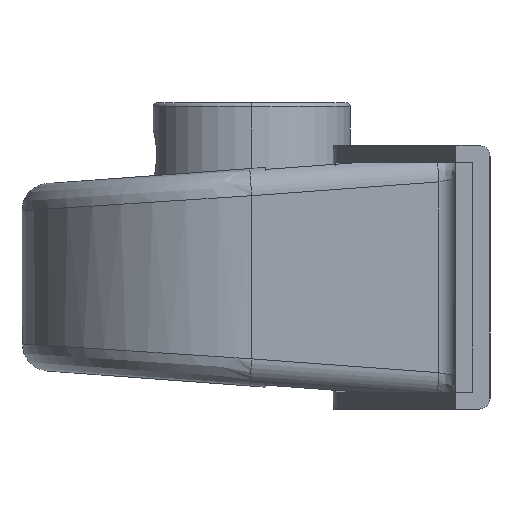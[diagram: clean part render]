
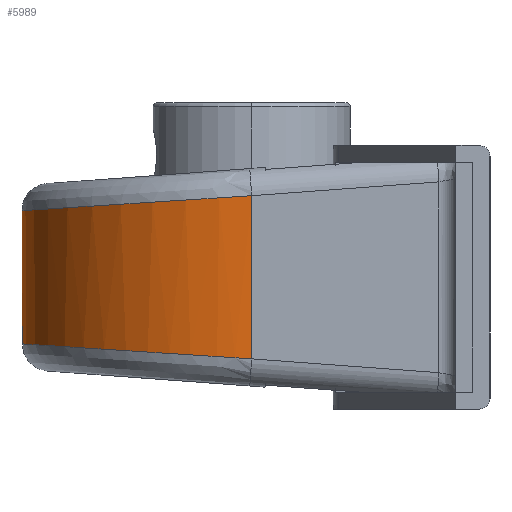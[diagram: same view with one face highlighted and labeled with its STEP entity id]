
A CAD part, left-side view. The second image highlights one B-rep face of the part: STEP entity #5989.
In plain terms, the highlighted cylindrical face has radius 21.431 mm (diameter 42.863 mm), a partial arc.
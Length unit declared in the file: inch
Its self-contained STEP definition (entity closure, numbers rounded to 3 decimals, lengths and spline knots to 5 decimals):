
#100 = AXIS2_PLACEMENT_3D ( 'NONE', #5121, #6725, #6815 ) ;
#110 = DIRECTION ( 'NONE',  ( 0., 0., -1. ) ) ;
#239 = EDGE_CURVE ( 'NONE', #6924, #5056, #6237, .T. ) ;
#418 = CARTESIAN_POINT ( 'NONE',  ( 0.84375, 0., 4.18137 ) ) ;
#493 =( BOUNDED_CURVE ( )  B_SPLINE_CURVE ( 3, ( #5003, #4489, #2361, #3546 ),
 .UNSPECIFIED., .F., .F. ) 
 B_SPLINE_CURVE_WITH_KNOTS ( ( 4, 4 ),
 ( 1.5708, 4.71239 ),
 .UNSPECIFIED. ) 
 CURVE ( )  GEOMETRIC_REPRESENTATION_ITEM ( )  RATIONAL_B_SPLINE_CURVE ( ( 1., 0.333, 0.333, 1. ) ) 
 REPRESENTATION_ITEM ( '' )  );
#628 = ORIENTED_EDGE ( 'NONE', *, *, #5411, .F. ) ;
#646 = EDGE_LOOP ( 'NONE', ( #628, #6796, #3311, #4376, #915 ) ) ;
#687 = VERTEX_POINT ( 'NONE', #928 ) ;
#786 = CYLINDRICAL_SURFACE ( 'NONE', #100, 0.84375 ) ;
#830 =( BOUNDED_CURVE ( )  B_SPLINE_CURVE ( 3, ( #7124, #1688, #4921, #6616 ),
 .UNSPECIFIED., .F., .F. ) 
 B_SPLINE_CURVE_WITH_KNOTS ( ( 4, 4 ),
 ( 0., 1.5708 ),
 .UNSPECIFIED. ) 
 CURVE ( )  GEOMETRIC_REPRESENTATION_ITEM ( )  RATIONAL_B_SPLINE_CURVE ( ( 1., 0.805, 0.805, 1. ) ) 
 REPRESENTATION_ITEM ( '' )  );
#915 = ORIENTED_EDGE ( 'NONE', *, *, #2605, .T. ) ;
#928 = CARTESIAN_POINT ( 'NONE',  ( -0.84375, 0., -0.29952 ) ) ;
#977 = DIRECTION ( 'NONE',  ( 0., 0., -1. ) ) ;
#1002 = VERTEX_POINT ( 'NONE', #4255 ) ;
#1250 = CARTESIAN_POINT ( 'NONE',  ( 0.84375, 0., -0.29952 ) ) ;
#1382 = CARTESIAN_POINT ( 'NONE',  ( -0.49426, 0.84375, 0.24461 ) ) ;
#1688 = CARTESIAN_POINT ( 'NONE',  ( 0.49426, 0.84375, 0.24461 ) ) ;
#2056 = LINE ( 'NONE', #3315, #6084 ) ;
#2361 = CARTESIAN_POINT ( 'NONE',  ( -0.84375, 1.6875, -0.1897 ) ) ;
#2605 = EDGE_CURVE ( 'NONE', #5056, #687, #493, .T. ) ;
#2730 = EDGE_CURVE ( 'NONE', #3534, #1002, #6241, .T. ) ;
#2760 = CARTESIAN_POINT ( 'NONE',  ( -0.84375, 0., 0.29952 ) ) ;
#3018 = CARTESIAN_POINT ( 'NONE',  ( -0.84375, 0., 0.29952 ) ) ;
#3065 = CARTESIAN_POINT ( 'NONE',  ( 0., 0.84375, 0.24461 ) ) ;
#3311 = ORIENTED_EDGE ( 'NONE', *, *, #5301, .T. ) ;
#3315 = CARTESIAN_POINT ( 'NONE',  ( -0.84375, 0., 4.18137 ) ) ;
#3534 = VERTEX_POINT ( 'NONE', #2760 ) ;
#3546 = CARTESIAN_POINT ( 'NONE',  ( -0.84375, 0., -0.29952 ) ) ;
#4255 = CARTESIAN_POINT ( 'NONE',  ( 0., 0.84375, 0.24461 ) ) ;
#4376 = ORIENTED_EDGE ( 'NONE', *, *, #239, .T. ) ;
#4489 = CARTESIAN_POINT ( 'NONE',  ( 0.84375, 1.6875, -0.1897 ) ) ;
#4921 = CARTESIAN_POINT ( 'NONE',  ( 0.84375, 0.49426, 0.26736 ) ) ;
#5003 = CARTESIAN_POINT ( 'NONE',  ( 0.84375, 0., -0.29952 ) ) ;
#5056 = VERTEX_POINT ( 'NONE', #1250 ) ;
#5121 = CARTESIAN_POINT ( 'NONE',  ( 0., 0., 4.18137 ) ) ;
#5301 = EDGE_CURVE ( 'NONE', #1002, #6924, #830, .T. ) ;
#5344 = FACE_OUTER_BOUND ( 'NONE', #646, .T. ) ;
#5411 = EDGE_CURVE ( 'NONE', #3534, #687, #2056, .T. ) ;
#5989 = ADVANCED_FACE ( 'NONE', ( #5344 ), #786, .T. ) ;
#6084 = VECTOR ( 'NONE', #110, 39.37008 ) ;
#6237 = LINE ( 'NONE', #418, #6426 ) ;
#6241 =( BOUNDED_CURVE ( )  B_SPLINE_CURVE ( 3, ( #3018, #6967, #1382, #3065 ),
 .UNSPECIFIED., .F., .F. ) 
 B_SPLINE_CURVE_WITH_KNOTS ( ( 4, 4 ),
 ( 4.71239, 6.28319 ),
 .UNSPECIFIED. ) 
 CURVE ( )  GEOMETRIC_REPRESENTATION_ITEM ( )  RATIONAL_B_SPLINE_CURVE ( ( 1., 0.805, 0.805, 1. ) ) 
 REPRESENTATION_ITEM ( '' )  );
#6426 = VECTOR ( 'NONE', #977, 39.37008 ) ;
#6441 = CARTESIAN_POINT ( 'NONE',  ( 0.84375, 0., 0.29952 ) ) ;
#6616 = CARTESIAN_POINT ( 'NONE',  ( 0.84375, 0., 0.29952 ) ) ;
#6725 = DIRECTION ( 'NONE',  ( 0., 0., -1. ) ) ;
#6796 = ORIENTED_EDGE ( 'NONE', *, *, #2730, .T. ) ;
#6815 = DIRECTION ( 'NONE',  ( -1., 0., 0. ) ) ;
#6924 = VERTEX_POINT ( 'NONE', #6441 ) ;
#6967 = CARTESIAN_POINT ( 'NONE',  ( -0.84375, 0.49426, 0.26736 ) ) ;
#7124 = CARTESIAN_POINT ( 'NONE',  ( 0., 0.84375, 0.24461 ) ) ;
